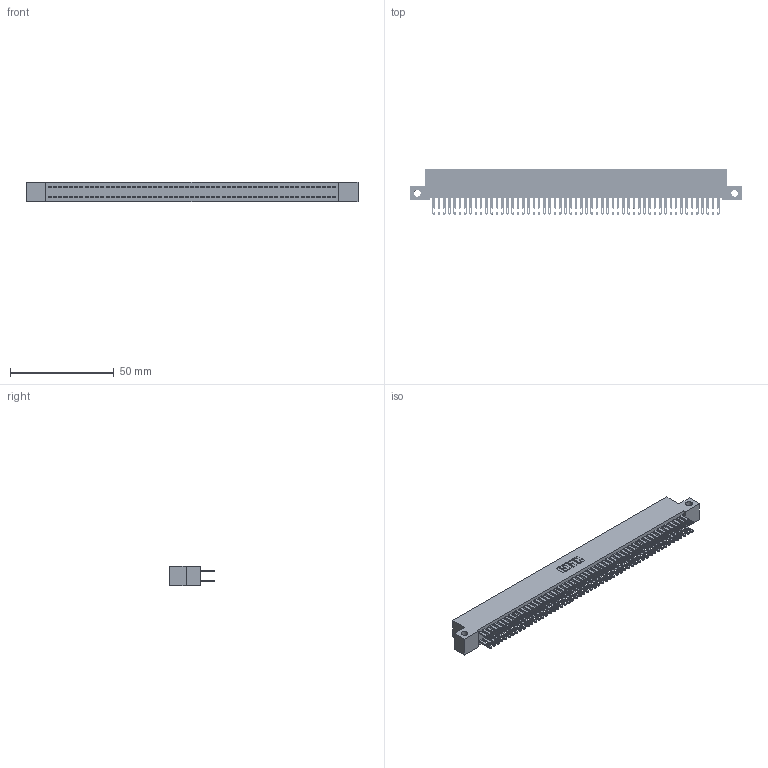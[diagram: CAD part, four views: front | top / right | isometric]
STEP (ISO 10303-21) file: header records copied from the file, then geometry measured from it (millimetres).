
FILE_DESCRIPTION (( 'STEP AP203' ), '1' );
FILE_NAME ('342-110-500-212.STEP', '2019-10-04T20:08:34', ( '' ), ( '' ), 'SwSTEP 2.0', 'SolidWorks 2016', '' );
FILE_SCHEMA (( 'CONFIG_CONTROL_DESIGN' ));
Length unit declared in the file: inch
Products named in the file (3): 345-292-001_345-293-100; 342-110-500-212; 342 Part_Side Mount
Assembly tree (111 placements, depth 2):
  342-110-500-212
    342 Part_Side Mount
    345-292-001_345-293-100  x110
Bounding box: 160.02 x 21.85 x 9.4 mm (x, y, z)
Volume: 14701.5 mm3; surface area: 25144.1 mm2
Topology: 111 solids, 111 shells, 5390 faces, 16469 edges, 10978 vertices
Faces by surface type: plane 3366, cylinder 2024
Entity records: 33503 total; most frequent: CARTESIAN_POINT 5534, ORIENTED_EDGE 5470, DIRECTION 4707, EDGE_CURVE 2735, VECTOR 2603, LINE 2603, VERTEX_POINT 1822, AXIS2_PLACEMENT_3D 1052
